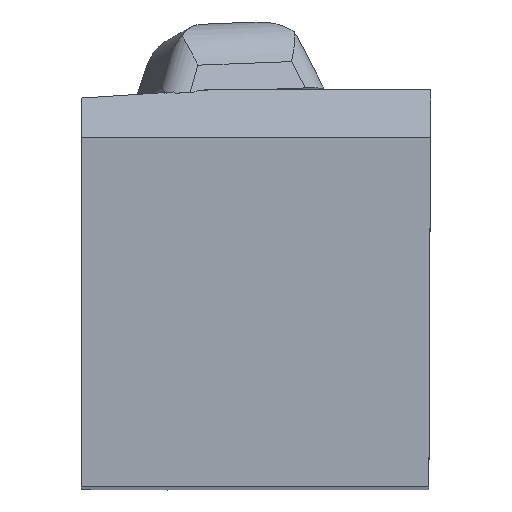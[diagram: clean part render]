
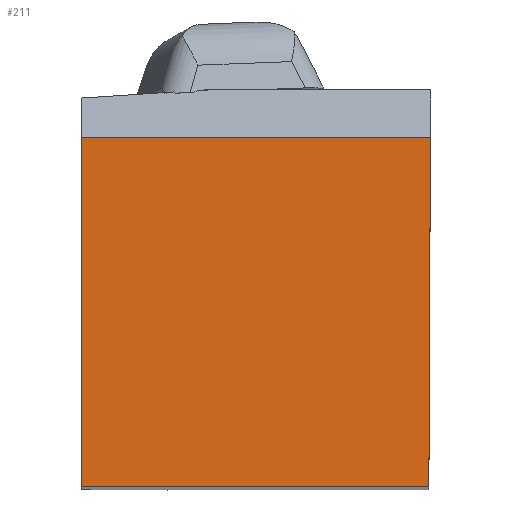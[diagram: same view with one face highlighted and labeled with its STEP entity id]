
A CAD part, top view. The second image highlights one B-rep face of the part: STEP entity #211.
In plain terms, the highlighted planar face has unit normal (0, 0, 1).
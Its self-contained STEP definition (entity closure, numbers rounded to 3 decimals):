
#147=FACE_OUTER_BOUND('',#600,.T.);
#211=ADVANCED_FACE('BLANK_BOXF006',(#147),#269,.F.);
#269=PLANE('',#1430);
#352=LINE('',#2065,#484);
#358=LINE('',#2077,#490);
#366=LINE('',#2092,#498);
#367=LINE('',#2094,#499);
#484=VECTOR('',#1635,1.);
#490=VECTOR('',#1643,1.);
#498=VECTOR('',#1657,1.);
#499=VECTOR('',#1658,1.);
#600=EDGE_LOOP('',(#768,#769,#770,#771));
#768=ORIENTED_EDGE('',*,*,#1201,.F.);
#769=ORIENTED_EDGE('',*,*,#1193,.F.);
#770=ORIENTED_EDGE('',*,*,#1187,.F.);
#771=ORIENTED_EDGE('',*,*,#1202,.F.);
#1054=VERTEX_POINT('',#2064);
#1055=VERTEX_POINT('',#2066);
#1060=VERTEX_POINT('',#2078);
#1064=VERTEX_POINT('',#2093);
#1187=EDGE_CURVE('',#1054,#1055,#352,.T.);
#1193=EDGE_CURVE('',#1055,#1060,#358,.T.);
#1201=EDGE_CURVE('',#1060,#1064,#366,.T.);
#1202=EDGE_CURVE('',#1064,#1054,#367,.T.);
#1430=AXIS2_PLACEMENT_3D('',#2095,#1659,#1660);
#1635=DIRECTION('',(-0.004,-1.,0.));
#1643=DIRECTION('',(-1.,0.,0.));
#1657=DIRECTION('',(0.,1.,0.));
#1658=DIRECTION('',(1.,0.,0.));
#1659=DIRECTION('',(0.,0.,-1.));
#1660=DIRECTION('',(-1.,0.,0.));
#2064=CARTESIAN_POINT('',(0.,31.85,0.));
#2065=CARTESIAN_POINT('',(0.661,183.348,0.));
#2066=CARTESIAN_POINT('',(-0.139,0.,0.));
#2077=CARTESIAN_POINT('',(183.35,0.,0.));
#2078=CARTESIAN_POINT('',(-31.85,0.,0.));
#2092=CARTESIAN_POINT('',(-31.85,-183.35,0.));
#2093=CARTESIAN_POINT('',(-31.85,31.85,0.));
#2094=CARTESIAN_POINT('',(-183.35,31.85,0.));
#2095=CARTESIAN_POINT('',(-36.85,-5.,0.));
